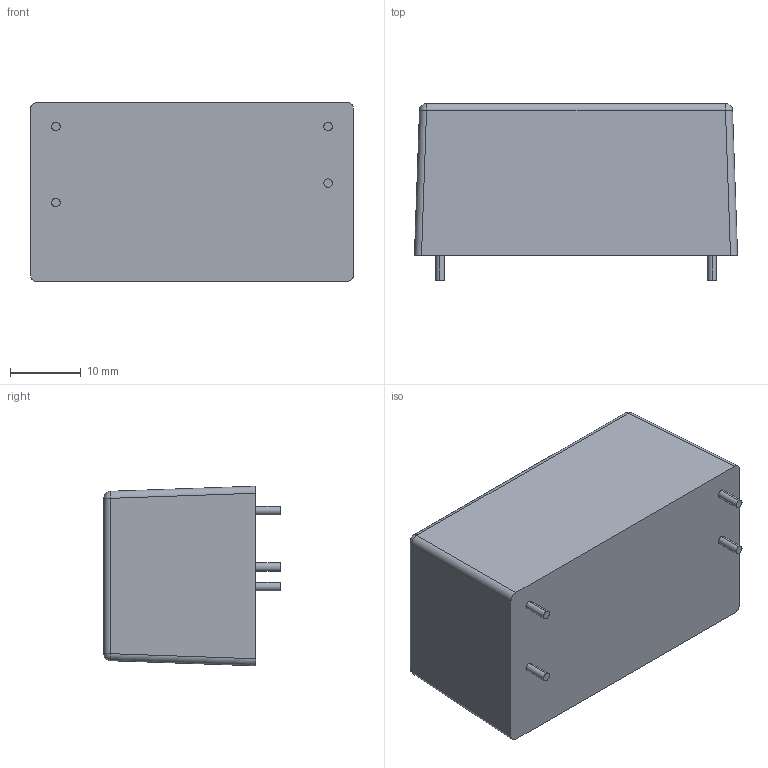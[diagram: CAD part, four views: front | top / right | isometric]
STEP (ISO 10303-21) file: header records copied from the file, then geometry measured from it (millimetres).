
FILE_DESCRIPTION (( 'STEP AP214' ), '1' );
FILE_NAME ('ACDC_MW_IRM-05.STEP', '2022-09-16T13:01:41', ( '' ), ( '' ), 'SwSTEP 2.0', 'SolidWorks 2022', '' );
FILE_SCHEMA (( 'AUTOMOTIVE_DESIGN' ));
Length unit declared in the file: millimetre
Products named in the file (1): ACDC_MW_IRM-05
Bounding box: 45.7 x 25 x 25.4 mm (x, y, z)
Volume: 23794.8 mm3; surface area: 5178.4 mm2
Topology: 1 solids, 1 shells, 72 faces, 174 edges, 110 vertices
Faces by surface type: plane 47, cylinder 16, bspline 5, sphere 4
Entity records: 2777 total; most frequent: CARTESIAN_POINT 502, ORIENTED_EDGE 348, DIRECTION 324, EDGE_CURVE 174, VECTOR 132, LINE 132, VERTEX_POINT 110, AXIS2_PLACEMENT_3D 96
